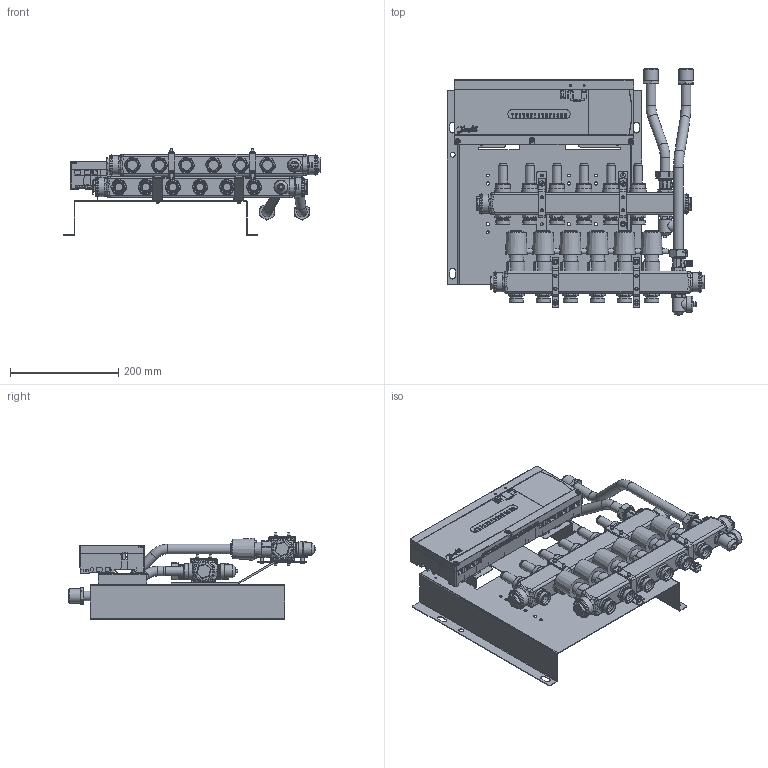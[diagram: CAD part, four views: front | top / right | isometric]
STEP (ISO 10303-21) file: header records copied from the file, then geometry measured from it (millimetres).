
FILE_DESCRIPTION (( 'STEP AP214' ), '1' );
FILE_NAME ('145H1946.STEP', '2024-08-27T07:06:57', ( '' ), ( '' ), 'SwSTEP 2.0', 'SolidWorks 2023', '' );
FILE_SCHEMA (( 'AUTOMOTIVE_DESIGN' ));
Length unit declared in the file: millimetre
Products named in the file (1): 145H1946
Bounding box: 476.25 x 458.37 x 161 mm (x, y, z)
Surface area: 896891 mm2 (no closed solid volume)
Topology: 0 solids, 257 shells, 2657 faces, 14439 edges, 11573 vertices
Faces by surface type: plane 1609, cylinder 533, cone 258, bspline 144, torus 104, sphere 9
Full cylindrical faces by diameter (mm): 2 x2, 3.3 x3, 4.2 x2, 5 x12, 6 x28, 7 x2, 8.7 x2, 9 x1, 10 x6, 14 x6, 16 x2, 16.6 x6, 18 x6, 18.75 x1, 18.755 x9, 21 x6, 22 x14, 23.75 x2, 24 x2, 26 x2, 26.44 x12, 26.441 x2, 26.68 x6, 29 x2, 29.86 x6, 35.2 x4, 35.8 x4
Entity records: 195056 total; most frequent: CARTESIAN_POINT 63153, DIRECTION 18673, ORIENTED_EDGE 18308, EDGE_CURVE 14033, VERTEX_POINT 11502, LINE 8843, VECTOR 8843, AXIS2_PLACEMENT_3D 4915
